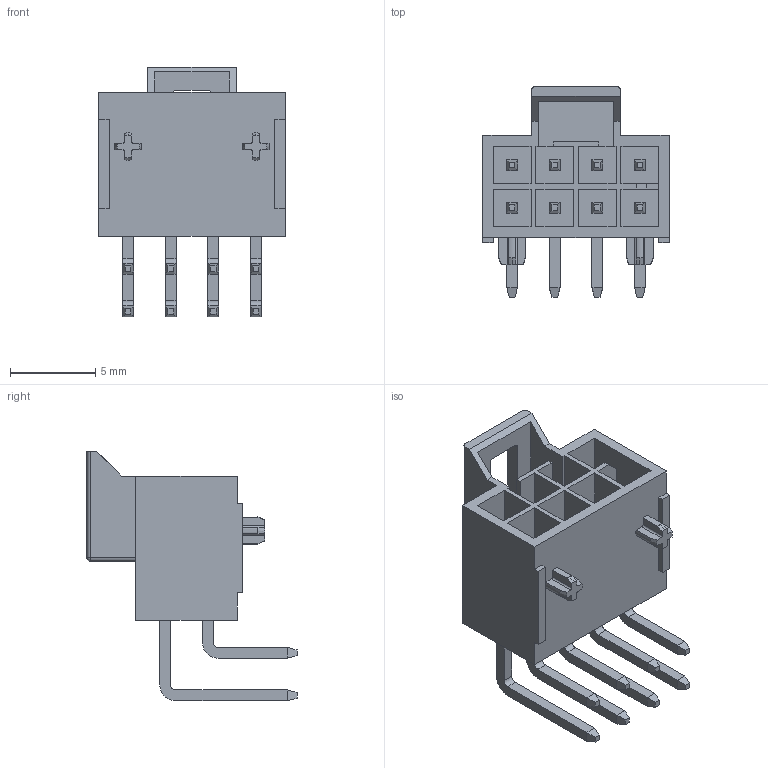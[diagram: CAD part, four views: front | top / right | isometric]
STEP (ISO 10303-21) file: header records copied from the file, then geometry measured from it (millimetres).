
FILE_DESCRIPTION(('STEP AP242'),'1');
FILE_NAME('105314-1108.stp','2021-06-15T15:50:51',('TraceParts'),('TraceParts S.A.'),'Spatial InterOp 3D',' ',' ');
FILE_SCHEMA(('AP242_MANAGED_MODEL_BASED_3D_ENGINEERING_MIM_LF {1 0 10303 442 1 1 4}'));
Length unit declared in the file: millimetre
Products named in the file (1): 105314-1108_1
Bounding box: 10.94 x 12.34 x 14.66 mm (x, y, z)
Volume: 389.4 mm3; surface area: 1249.8 mm2
Topology: 1 solids, 1 shells, 309 faces, 806 edges, 540 vertices
Faces by surface type: plane 251, cylinder 44, cone 12, sphere 2
Entity records: 9346 total; most frequent: CARTESIAN_POINT 1681, ORIENTED_EDGE 1572, DIRECTION 1536, EDGE_CURVE 786, LINE 666, VECTOR 666, VERTEX_POINT 500, AXIS2_PLACEMENT_3D 435
